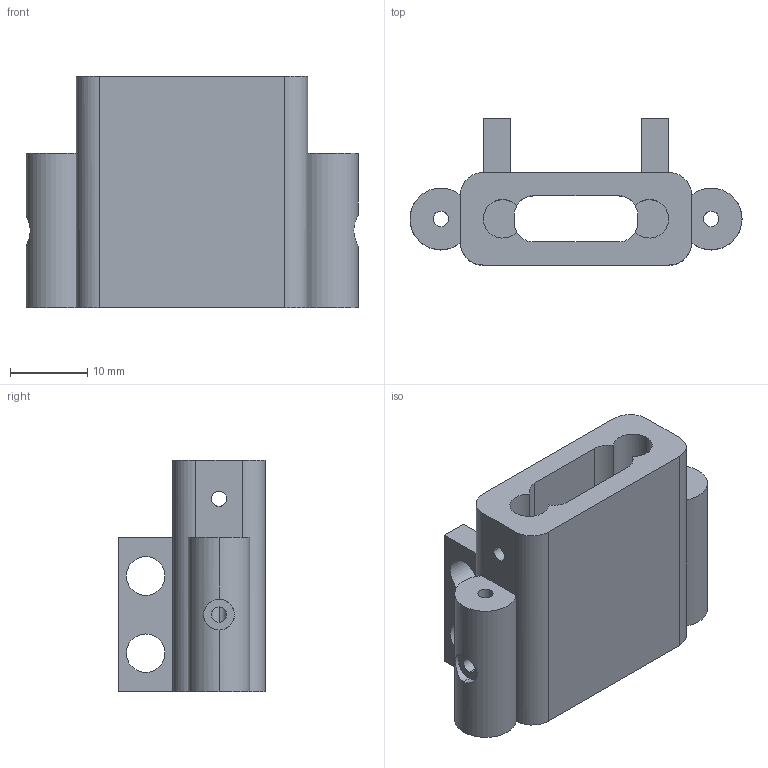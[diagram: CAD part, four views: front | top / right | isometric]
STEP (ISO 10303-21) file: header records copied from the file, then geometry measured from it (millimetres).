
FILE_DESCRIPTION (( 'STEP AP214' ), '1' );
FILE_NAME ('KiriBase_1.STEP', '2024-08-22T15:51:33', ( '' ), ( '' ), 'SwSTEP 2.0', 'SolidWorks 2023', '' );
FILE_SCHEMA (( 'AUTOMOTIVE_DESIGN' ));
Length unit declared in the file: millimetre
Products named in the file (1): KiriBase_1
Bounding box: 43 x 19 x 30 mm (x, y, z)
Volume: 9195.8 mm3; surface area: 6195.6 mm2
Topology: 1 solids, 1 shells, 62 faces, 182 edges, 120 vertices
Faces by surface type: cylinder 38, plane 24
Entity records: 2319 total; most frequent: CARTESIAN_POINT 575, ORIENTED_EDGE 364, DIRECTION 362, EDGE_CURVE 182, AXIS2_PLACEMENT_3D 135, VERTEX_POINT 120, LINE 92, VECTOR 92
